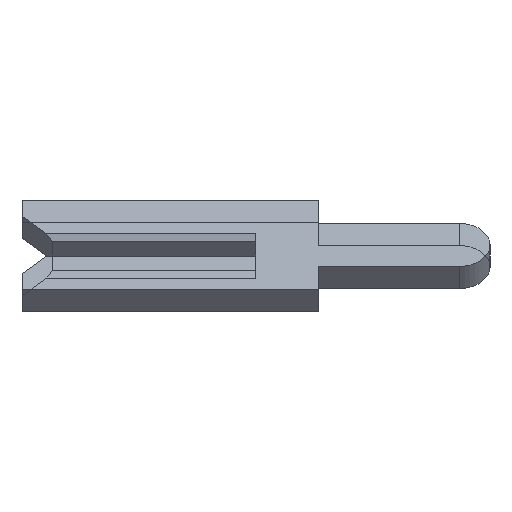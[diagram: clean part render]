
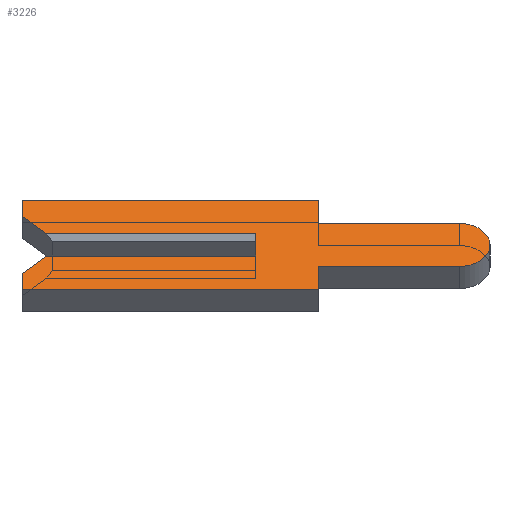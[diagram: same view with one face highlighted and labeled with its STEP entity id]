
A CAD part, left-side view. The second image highlights one B-rep face of the part: STEP entity #3226.
In plain terms, the highlighted face is planar.
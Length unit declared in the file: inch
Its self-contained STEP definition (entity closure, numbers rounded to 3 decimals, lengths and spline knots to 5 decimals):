
#4 = DIRECTION ( 'NONE',  ( 0., -1., 0. ) ) ;
#56 = VERTEX_POINT ( 'NONE', #1420 ) ;
#191 = CARTESIAN_POINT ( 'NONE',  ( -0.01, -0.04, 0.04 ) ) ;
#201 = LINE ( 'NONE', #860, #604 ) ;
#247 = EDGE_CURVE ( 'NONE', #597, #1873, #1679, .T. ) ;
#259 = ORIENTED_EDGE ( 'NONE', *, *, #2188, .F. ) ;
#276 = ORIENTED_EDGE ( 'NONE', *, *, #3349, .F. ) ;
#330 = DIRECTION ( 'NONE',  ( 1., 0., 0. ) ) ;
#355 = ORIENTED_EDGE ( 'NONE', *, *, #1592, .F. ) ;
#387 = VECTOR ( 'NONE', #1374, 39.37008 ) ;
#438 = CARTESIAN_POINT ( 'NONE',  ( -0.01, 0.15, 0.01 ) ) ;
#513 = VECTOR ( 'NONE', #1747, 39.37008 ) ;
#555 = LINE ( 'NONE', #2993, #964 ) ;
#570 = CARTESIAN_POINT ( 'NONE',  ( -0.01, -0.1305, 0.0195 ) ) ;
#590 = CARTESIAN_POINT ( 'NONE',  ( -0.01, 0.1305, 0.0065 ) ) ;
#597 = VERTEX_POINT ( 'NONE', #1221 ) ;
#604 = VECTOR ( 'NONE', #4, 39.37008 ) ;
#622 = DIRECTION ( 'NONE',  ( 0., 0., 1. ) ) ;
#664 = CIRCLE ( 'NONE', #734, 0.0195 ) ;
#669 = DIRECTION ( 'NONE',  ( 0., 1., 0. ) ) ;
#734 = AXIS2_PLACEMENT_3D ( 'NONE', #2763, #3078, #1629 ) ;
#757 = CARTESIAN_POINT ( 'NONE',  ( -0.01, 0.15, 0.026 ) ) ;
#774 = CARTESIAN_POINT ( 'NONE',  ( -0.01, -0.04, 0.0195 ) ) ;
#803 = CARTESIAN_POINT ( 'NONE',  ( -0.01, 0.15, 0.026 ) ) ;
#820 = VERTEX_POINT ( 'NONE', #191 ) ;
#846 = EDGE_CURVE ( 'NONE', #3044, #56, #1593, .T. ) ;
#860 = CARTESIAN_POINT ( 'NONE',  ( -0.01, 0.15, 0.04 ) ) ;
#907 = PLANE ( 'NONE',  #2010 ) ;
#924 = LINE ( 'NONE', #438, #1098 ) ;
#946 = CARTESIAN_POINT ( 'NONE',  ( -0.01, -0.1305, 0. ) ) ;
#956 = CARTESIAN_POINT ( 'NONE',  ( -0.01, -0.04, 0.04 ) ) ;
#964 = VECTOR ( 'NONE', #2360, 39.37008 ) ;
#970 = LINE ( 'NONE', #803, #2047 ) ;
#1012 = VECTOR ( 'NONE', #2026, 39.37008 ) ;
#1069 = VERTEX_POINT ( 'NONE', #757 ) ;
#1098 = VECTOR ( 'NONE', #1877, 39.37008 ) ;
#1106 = CARTESIAN_POINT ( 'NONE',  ( -0.01, -0.04, 0.0195 ) ) ;
#1117 = CARTESIAN_POINT ( 'NONE',  ( -0.01, -0.04, -0.04 ) ) ;
#1119 = ORIENTED_EDGE ( 'NONE', *, *, #3161, .F. ) ;
#1138 = ORIENTED_EDGE ( 'NONE', *, *, #2560, .F. ) ;
#1156 = CARTESIAN_POINT ( 'NONE',  ( -0.01, 0.1305, -0.0065 ) ) ;
#1188 = VERTEX_POINT ( 'NONE', #3636 ) ;
#1191 = EDGE_CURVE ( 'NONE', #2211, #1188, #664, .T. ) ;
#1204 = VERTEX_POINT ( 'NONE', #1895 ) ;
#1221 = CARTESIAN_POINT ( 'NONE',  ( -0.01, 0.15, -0.04 ) ) ;
#1266 = EDGE_CURVE ( 'NONE', #1721, #56, #924, .T. ) ;
#1318 = DIRECTION ( 'NONE',  ( 0., 0., 1. ) ) ;
#1373 = VERTEX_POINT ( 'NONE', #1117 ) ;
#1374 = DIRECTION ( 'NONE',  ( 0., 1., 0. ) ) ;
#1395 = DIRECTION ( 'NONE',  ( 0., 0., 1. ) ) ;
#1420 = CARTESIAN_POINT ( 'NONE',  ( -0.01, 0., 0.01 ) ) ;
#1550 = VECTOR ( 'NONE', #1798, 39.37008 ) ;
#1574 = EDGE_CURVE ( 'NONE', #1069, #3171, #970, .T. ) ;
#1592 = EDGE_CURVE ( 'NONE', #1188, #3554, #2687, .T. ) ;
#1593 = LINE ( 'NONE', #3665, #2924 ) ;
#1629 = DIRECTION ( 'NONE',  ( 0., 0., -1. ) ) ;
#1632 = VECTOR ( 'NONE', #669, 39.37008 ) ;
#1679 = LINE ( 'NONE', #3266, #2054 ) ;
#1685 = ORIENTED_EDGE ( 'NONE', *, *, #846, .F. ) ;
#1721 = VERTEX_POINT ( 'NONE', #2516 ) ;
#1747 = DIRECTION ( 'NONE',  ( 0., -1., 0. ) ) ;
#1790 = ORIENTED_EDGE ( 'NONE', *, *, #3134, .F. ) ;
#1797 = ORIENTED_EDGE ( 'NONE', *, *, #247, .F. ) ;
#1798 = DIRECTION ( 'NONE',  ( 0., 0., -1. ) ) ;
#1810 = CARTESIAN_POINT ( 'NONE',  ( -0.01, 0.15, -0.04 ) ) ;
#1873 = VERTEX_POINT ( 'NONE', #3417 ) ;
#1877 = DIRECTION ( 'NONE',  ( 0., -1., 0. ) ) ;
#1885 = VERTEX_POINT ( 'NONE', #1106 ) ;
#1895 = CARTESIAN_POINT ( 'NONE',  ( -0.01, 0.134, -0.01 ) ) ;
#1982 = DIRECTION ( 'NONE',  ( 0., -0.707, 0.707 ) ) ;
#2010 = AXIS2_PLACEMENT_3D ( 'NONE', #946, #330, #2348 ) ;
#2026 = DIRECTION ( 'NONE',  ( 0., 0.707, 0.707 ) ) ;
#2047 = VECTOR ( 'NONE', #1395, 39.37008 ) ;
#2054 = VECTOR ( 'NONE', #622, 39.37008 ) ;
#2142 = VECTOR ( 'NONE', #2679, 39.37008 ) ;
#2188 = EDGE_CURVE ( 'NONE', #1885, #2211, #3570, .T. ) ;
#2211 = VERTEX_POINT ( 'NONE', #570 ) ;
#2246 = ORIENTED_EDGE ( 'NONE', *, *, #2615, .F. ) ;
#2318 = LINE ( 'NONE', #1810, #1632 ) ;
#2348 = DIRECTION ( 'NONE',  ( 0., 0., -1. ) ) ;
#2360 = DIRECTION ( 'NONE',  ( 0., 0., -1. ) ) ;
#2398 = CARTESIAN_POINT ( 'NONE',  ( -0.01, 0.15, 0.04 ) ) ;
#2487 = EDGE_CURVE ( 'NONE', #1721, #1069, #2537, .T. ) ;
#2496 = LINE ( 'NONE', #2659, #2142 ) ;
#2500 = ORIENTED_EDGE ( 'NONE', *, *, #1191, .F. ) ;
#2516 = CARTESIAN_POINT ( 'NONE',  ( -0.01, 0.134, 0.01 ) ) ;
#2537 = LINE ( 'NONE', #590, #1012 ) ;
#2560 = EDGE_CURVE ( 'NONE', #1873, #1204, #2728, .T. ) ;
#2561 = EDGE_LOOP ( 'NONE', ( #3053, #1685, #276, #1138, #1797, #1790, #2669, #355, #2500, #259, #1119, #2246, #3361, #3301 ) ) ;
#2615 = EDGE_CURVE ( 'NONE', #3171, #820, #201, .T. ) ;
#2641 = CARTESIAN_POINT ( 'NONE',  ( -0.01, 0., -0.01 ) ) ;
#2659 = CARTESIAN_POINT ( 'NONE',  ( -0.01, -0.1305, -0.01 ) ) ;
#2669 = ORIENTED_EDGE ( 'NONE', *, *, #3464, .F. ) ;
#2679 = DIRECTION ( 'NONE',  ( 0., -1., 0. ) ) ;
#2687 = LINE ( 'NONE', #2857, #387 ) ;
#2728 = LINE ( 'NONE', #1156, #3476 ) ;
#2742 = CARTESIAN_POINT ( 'NONE',  ( -0.01, -0.04, -0.0195 ) ) ;
#2763 = CARTESIAN_POINT ( 'NONE',  ( -0.01, -0.1305, 0. ) ) ;
#2857 = CARTESIAN_POINT ( 'NONE',  ( -0.01, -0.04, -0.0195 ) ) ;
#2924 = VECTOR ( 'NONE', #1318, 39.37008 ) ;
#2993 = CARTESIAN_POINT ( 'NONE',  ( -0.01, -0.04, -0.04 ) ) ;
#3044 = VERTEX_POINT ( 'NONE', #2641 ) ;
#3053 = ORIENTED_EDGE ( 'NONE', *, *, #1266, .T. ) ;
#3078 = DIRECTION ( 'NONE',  ( 1., 0., 0. ) ) ;
#3097 = FACE_OUTER_BOUND ( 'NONE', #2561, .T. ) ;
#3134 = EDGE_CURVE ( 'NONE', #1373, #597, #2318, .T. ) ;
#3161 = EDGE_CURVE ( 'NONE', #820, #1885, #3293, .T. ) ;
#3171 = VERTEX_POINT ( 'NONE', #2398 ) ;
#3226 = ADVANCED_FACE ( 'NONE', ( #3097 ), #907, .F. ) ;
#3266 = CARTESIAN_POINT ( 'NONE',  ( -0.01, 0.15, -0.026 ) ) ;
#3293 = LINE ( 'NONE', #956, #1550 ) ;
#3301 = ORIENTED_EDGE ( 'NONE', *, *, #2487, .F. ) ;
#3349 = EDGE_CURVE ( 'NONE', #1204, #3044, #2496, .T. ) ;
#3361 = ORIENTED_EDGE ( 'NONE', *, *, #1574, .F. ) ;
#3417 = CARTESIAN_POINT ( 'NONE',  ( -0.01, 0.15, -0.026 ) ) ;
#3464 = EDGE_CURVE ( 'NONE', #3554, #1373, #555, .T. ) ;
#3476 = VECTOR ( 'NONE', #1982, 39.37008 ) ;
#3554 = VERTEX_POINT ( 'NONE', #2742 ) ;
#3570 = LINE ( 'NONE', #774, #513 ) ;
#3636 = CARTESIAN_POINT ( 'NONE',  ( -0.01, -0.1305, -0.0195 ) ) ;
#3665 = CARTESIAN_POINT ( 'NONE',  ( -0.01, 0., 0.0065 ) ) ;
